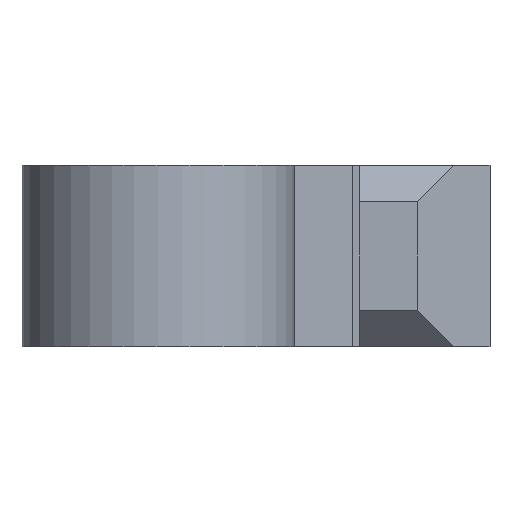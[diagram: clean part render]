
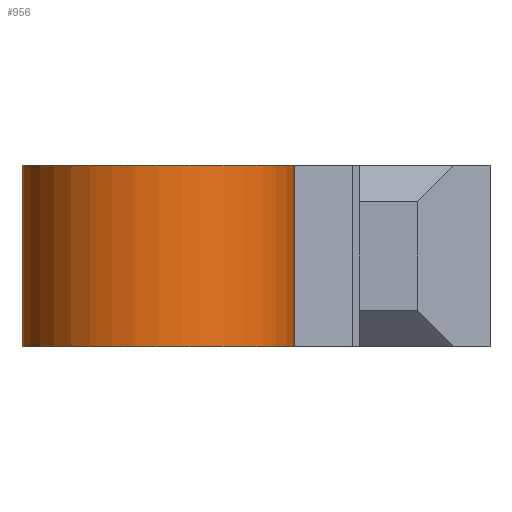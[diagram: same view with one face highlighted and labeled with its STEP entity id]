
A CAD part, left-side view. The second image highlights one B-rep face of the part: STEP entity #956.
In plain terms, the highlighted cylindrical face has radius 3.75 mm (diameter 7.5 mm), a partial arc.
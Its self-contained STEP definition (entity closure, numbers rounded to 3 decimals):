
#20=CYLINDRICAL_SURFACE('',#1039,3.75);
#30=CIRCLE('',#992,3.75);
#35=CIRCLE('',#1007,3.75);
#89=FACE_OUTER_BOUND('',#140,.T.);
#140=EDGE_LOOP('',(#845,#846,#847,#848));
#246=LINE('',#1538,#363);
#259=LINE('',#1565,#376);
#363=VECTOR('',#1245,10.);
#376=VECTOR('',#1286,10.);
#419=VERTEX_POINT('',#1395);
#420=VERTEX_POINT('',#1397);
#436=VERTEX_POINT('',#1450);
#437=VERTEX_POINT('',#1452);
#512=EDGE_CURVE('',#420,#419,#30,.T.);
#540=EDGE_CURVE('',#436,#437,#35,.T.);
#584=EDGE_CURVE('',#420,#436,#246,.T.);
#597=EDGE_CURVE('',#419,#437,#259,.T.);
#845=ORIENTED_EDGE('',*,*,#512,.T.);
#846=ORIENTED_EDGE('',*,*,#597,.T.);
#847=ORIENTED_EDGE('',*,*,#540,.F.);
#848=ORIENTED_EDGE('',*,*,#584,.F.);
#956=ADVANCED_FACE('',(#89),#20,.T.);
#992=AXIS2_PLACEMENT_3D('',#1398,#1117,#1118);
#1007=AXIS2_PLACEMENT_3D('',#1453,#1170,#1171);
#1039=AXIS2_PLACEMENT_3D('',#1566,#1287,#1288);
#1117=DIRECTION('center_axis',(0.,0.,1.));
#1118=DIRECTION('ref_axis',(0.,1.,0.));
#1170=DIRECTION('center_axis',(0.,0.,1.));
#1171=DIRECTION('ref_axis',(0.,1.,0.));
#1245=DIRECTION('',(0.,0.,1.));
#1286=DIRECTION('',(0.,0.,1.));
#1287=DIRECTION('center_axis',(0.,0.,1.));
#1288=DIRECTION('ref_axis',(0.,1.,0.));
#1395=CARTESIAN_POINT('',(-7.,5.4,0.));
#1397=CARTESIAN_POINT('',(-7.,12.9,0.));
#1398=CARTESIAN_POINT('Origin',(-7.,9.15,0.));
#1450=CARTESIAN_POINT('',(-7.,12.9,5.));
#1452=CARTESIAN_POINT('',(-7.,5.4,5.));
#1453=CARTESIAN_POINT('Origin',(-7.,9.15,5.));
#1538=CARTESIAN_POINT('',(-7.,12.9,0.));
#1565=CARTESIAN_POINT('',(-7.,5.4,0.));
#1566=CARTESIAN_POINT('Origin',(-7.,9.15,0.));
